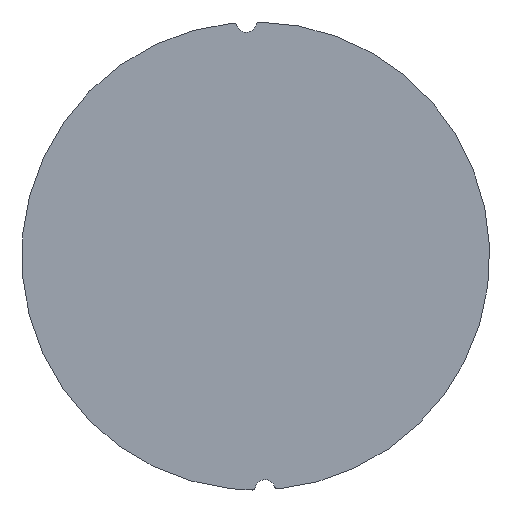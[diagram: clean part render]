
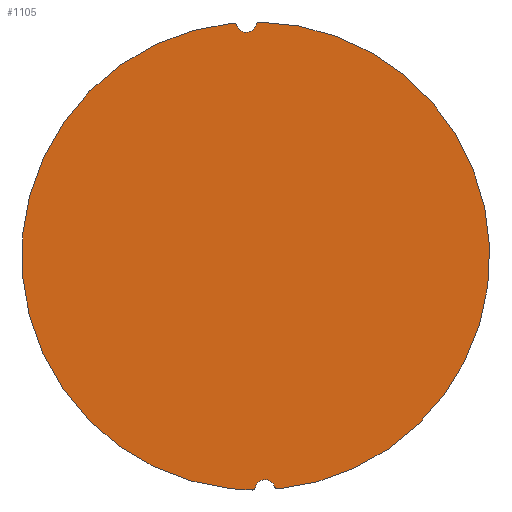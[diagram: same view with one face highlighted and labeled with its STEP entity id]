
A CAD part, front view. The second image highlights one B-rep face of the part: STEP entity #1105.
In plain terms, the highlighted planar face has unit normal (0, -1, 0).
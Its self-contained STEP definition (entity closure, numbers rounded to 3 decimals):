
#50=PLANE('',#1212);
#72=CIRCLE('',#1189,34.71);
#74=CIRCLE('',#1192,0.5);
#76=CIRCLE('',#1195,1.5);
#78=CIRCLE('',#1198,0.5);
#80=CIRCLE('',#1201,34.711);
#82=CIRCLE('',#1204,0.5);
#84=CIRCLE('',#1207,1.5);
#86=CIRCLE('',#1210,0.5);
#192=FACE_OUTER_BOUND('',#263,.T.);
#263=EDGE_LOOP('',(#808,#809,#810,#811,#812,#813,#814,#815,#816));
#485=(
BOUNDED_CURVE()
B_SPLINE_CURVE(5,(#1718,#1719,#1720,#1721,#1722,#1723,#1724,#1725,#1726),
 .UNSPECIFIED.,.F.,.F.)
B_SPLINE_CURVE_WITH_KNOTS((6,1,1,1,6),(-1.,-0.8,-0.6,-0.4,-0.228),
 .UNSPECIFIED.)
CURVE()
GEOMETRIC_REPRESENTATION_ITEM()
RATIONAL_B_SPLINE_CURVE((1.,1.,1.,1.,1.,1.,1.,1.,1.))
REPRESENTATION_ITEM('')
);
#490=VERTEX_POINT('',#1715);
#491=VERTEX_POINT('',#1717);
#493=VERTEX_POINT('',#1731);
#495=VERTEX_POINT('',#1737);
#497=VERTEX_POINT('',#1743);
#499=VERTEX_POINT('',#1749);
#501=VERTEX_POINT('',#1755);
#503=VERTEX_POINT('',#1761);
#505=VERTEX_POINT('',#1767);
#600=EDGE_CURVE('',#491,#490,#485,.T.);
#603=EDGE_CURVE('',#493,#491,#72,.T.);
#606=EDGE_CURVE('',#495,#493,#74,.T.);
#609=EDGE_CURVE('',#497,#495,#76,.T.);
#612=EDGE_CURVE('',#499,#497,#78,.T.);
#615=EDGE_CURVE('',#501,#499,#80,.T.);
#618=EDGE_CURVE('',#503,#501,#82,.T.);
#621=EDGE_CURVE('',#505,#503,#84,.T.);
#624=EDGE_CURVE('',#490,#505,#86,.T.);
#808=ORIENTED_EDGE('',*,*,#624,.T.);
#809=ORIENTED_EDGE('',*,*,#621,.T.);
#810=ORIENTED_EDGE('',*,*,#618,.T.);
#811=ORIENTED_EDGE('',*,*,#615,.T.);
#812=ORIENTED_EDGE('',*,*,#612,.T.);
#813=ORIENTED_EDGE('',*,*,#609,.T.);
#814=ORIENTED_EDGE('',*,*,#606,.T.);
#815=ORIENTED_EDGE('',*,*,#603,.T.);
#816=ORIENTED_EDGE('',*,*,#600,.T.);
#1105=ADVANCED_FACE('',(#192),#50,.F.);
#1189=AXIS2_PLACEMENT_3D('',#1732,#1334,#1335);
#1192=AXIS2_PLACEMENT_3D('',#1738,#1341,#1342);
#1195=AXIS2_PLACEMENT_3D('',#1744,#1348,#1349);
#1198=AXIS2_PLACEMENT_3D('',#1750,#1355,#1356);
#1201=AXIS2_PLACEMENT_3D('',#1756,#1362,#1363);
#1204=AXIS2_PLACEMENT_3D('',#1762,#1369,#1370);
#1207=AXIS2_PLACEMENT_3D('',#1768,#1376,#1377);
#1210=AXIS2_PLACEMENT_3D('',#1772,#1383,#1384);
#1212=AXIS2_PLACEMENT_3D('',#1774,#1387,#1388);
#1334=DIRECTION('center_axis',(0.,-1.,0.));
#1335=DIRECTION('ref_axis',(-0.103,0.,-0.995));
#1341=DIRECTION('center_axis',(0.,-1.,0.));
#1342=DIRECTION('ref_axis',(-0.051,0.,0.999));
#1348=DIRECTION('center_axis',(0.,1.,0.));
#1349=DIRECTION('ref_axis',(0.971,0.,-0.237));
#1355=DIRECTION('center_axis',(0.,-1.,0.));
#1356=DIRECTION('ref_axis',(-0.971,0.,0.237));
#1362=DIRECTION('center_axis',(0.,-1.,0.));
#1363=DIRECTION('ref_axis',(0.016,0.,1.));
#1369=DIRECTION('center_axis',(0.,-1.,0.));
#1370=DIRECTION('ref_axis',(0.096,0.,-0.995));
#1376=DIRECTION('center_axis',(0.,1.,0.));
#1377=DIRECTION('ref_axis',(-0.971,0.,0.237));
#1383=DIRECTION('center_axis',(0.,-1.,0.));
#1384=DIRECTION('ref_axis',(0.971,0.,-0.237));
#1387=DIRECTION('center_axis',(0.,1.,0.));
#1388=DIRECTION('ref_axis',(1.,0.,0.));
#1715=CARTESIAN_POINT('',(1.732,-2.,-33.004));
#1717=CARTESIAN_POINT('',(-1.306,-2.,-32.825));
#1718=CARTESIAN_POINT('Ctrl Pts',(-1.306,-2.,-32.825));
#1719=CARTESIAN_POINT('Ctrl Pts',(-1.149,-2.,-32.841));
#1720=CARTESIAN_POINT('Ctrl Pts',(-0.835,-2.,-32.872));
#1721=CARTESIAN_POINT('Ctrl Pts',(-0.363,-2.,-32.911));
#1722=CARTESIAN_POINT('Ctrl Pts',(0.245,-2.,-32.951));
#1723=CARTESIAN_POINT('Ctrl Pts',(0.853,-2.,-32.98));
#1724=CARTESIAN_POINT('Ctrl Pts',(1.303,-2.,-32.995));
#1725=CARTESIAN_POINT('Ctrl Pts',(1.596,-2.,-33.001));
#1726=CARTESIAN_POINT('Ctrl Pts',(1.732,-2.,-33.004));
#1731=CARTESIAN_POINT('',(-1.065,-2.,36.253));
#1732=CARTESIAN_POINT('Origin',(2.255,-2.,1.702));
#1737=CARTESIAN_POINT('',(-0.564,-2.,35.911));
#1738=CARTESIAN_POINT('Origin',(-1.039,-2.,35.753));
#1743=CARTESIAN_POINT('',(2.317,-2.,36.027));
#1744=CARTESIAN_POINT('Origin',(0.859,-2.,36.383));
#1749=CARTESIAN_POINT('',(2.81,-2.,36.408));
#1750=CARTESIAN_POINT('Origin',(2.802,-2.,35.908));
#1755=CARTESIAN_POINT('',(5.591,-2.,-32.848));
#1756=CARTESIAN_POINT('Origin',(2.255,-2.,1.702));
#1761=CARTESIAN_POINT('',(5.069,-2.,-32.508));
#1762=CARTESIAN_POINT('Origin',(5.543,-2.,-32.35));
#1767=CARTESIAN_POINT('',(2.188,-2.,-32.623));
#1768=CARTESIAN_POINT('Origin',(3.645,-2.,-32.979));
#1772=CARTESIAN_POINT('Origin',(1.702,-2.,-32.504));
#1774=CARTESIAN_POINT('Origin',(2.255,-2.,1.702));
